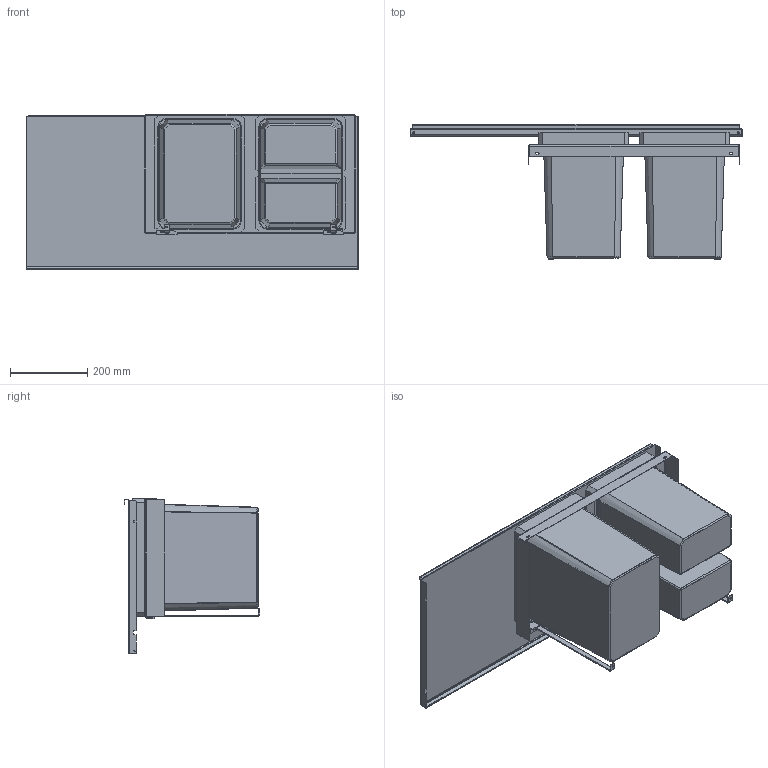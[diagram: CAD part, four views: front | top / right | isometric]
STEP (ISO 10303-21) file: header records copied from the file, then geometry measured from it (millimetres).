
FILE_DESCRIPTION(('STEP AP214'),'1');
FILE_NAME('8013422_V Cox Stand-UP 350 K_600-3_900.STP','2024-08-19T08:38:21',(' '),(' '),'Spatial InterOp 3D',' ',' ');
FILE_SCHEMA(('AUTOMOTIVE_DESIGN { 1 0 10303 214 1 1 1 1 }'));
Length unit declared in the file: millimetre
Products named in the file (1): 3D-Objekt
Bounding box: 860 x 350.3 x 402 mm (x, y, z)
Volume: 3093853.7 mm3; surface area: 2690753.9 mm2
Topology: 9 solids, 9 shells, 608 faces, 1512 edges, 924 vertices
Faces by surface type: plane 366, cylinder 102, cone 64, torus 40, bspline 24, extrusion 12
Entity records: 18858 total; most frequent: CARTESIAN_POINT 4385, ORIENTED_EDGE 3024, DIRECTION 2886, EDGE_CURVE 1512, VECTOR 1036, LINE 1024, AXIS2_PLACEMENT_3D 925, VERTEX_POINT 924
